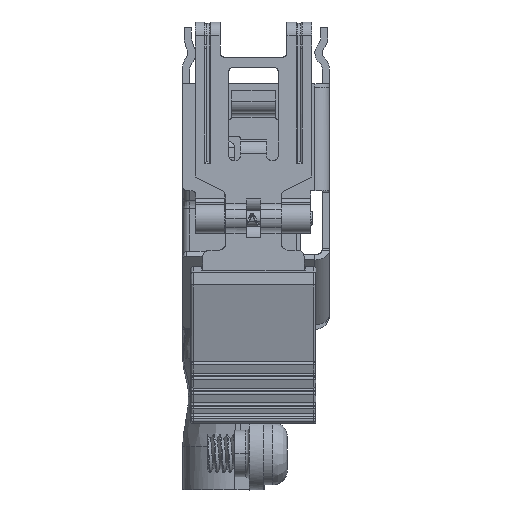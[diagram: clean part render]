
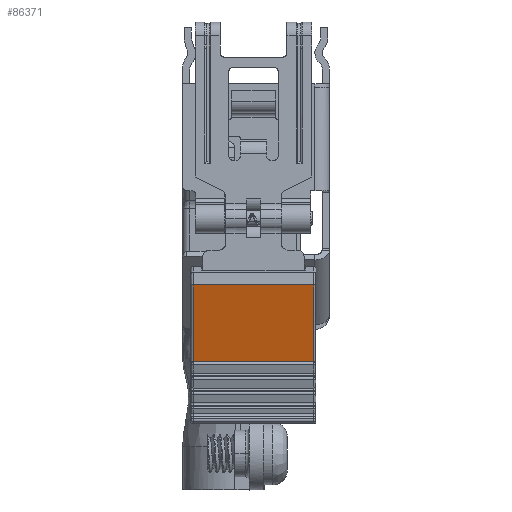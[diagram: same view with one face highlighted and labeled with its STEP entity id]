
A CAD part, left-side view. The second image highlights one B-rep face of the part: STEP entity #86371.
In plain terms, the highlighted planar face has unit normal (-0.961, 0, -0.276).
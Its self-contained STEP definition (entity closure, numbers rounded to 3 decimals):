
#75515=CARTESIAN_POINT('',(-6.329,-12.517,-19.15));
#75516=VERTEX_POINT('',#75515);
#75517=CARTESIAN_POINT('',(-6.329,-4.217,-19.15));
#75518=VERTEX_POINT('',#75517);
#75519=CARTESIAN_POINT('',(-6.329,-12.517,-19.15));
#75520=CARTESIAN_POINT('',(-6.329,-10.857,-19.15));
#75521=CARTESIAN_POINT('',(-6.329,-9.197,-19.15));
#75522=CARTESIAN_POINT('',(-6.329,-7.537,-19.15));
#75523=CARTESIAN_POINT('',(-6.329,-5.877,-19.15));
#75524=CARTESIAN_POINT('',(-6.329,-4.217,-19.15));
#75525=B_SPLINE_CURVE_WITH_KNOTS('',5,(#75519,#75520,#75521,#75522,#75523,#75524),.UNSPECIFIED.,.F.,.U.,(6,6),(0.,8.3),.UNSPECIFIED.);
#75526=EDGE_CURVE('',#75516,#75518,#75525,.T.);
#86332=CARTESIAN_POINT('',(-5.573,-8.367,-21.782));
#86333=DIRECTION('',(0.276,0.,-0.961));
#86334=DIRECTION('',(-0.961,0.,-0.276));
#86335=AXIS2_PLACEMENT_3D('',#86332,#86334,#86333);
#86336=PLANE('',#86335);
#86337=CARTESIAN_POINT('',(-4.818,-12.517,-24.414));
#86338=VERTEX_POINT('',#86337);
#86339=CARTESIAN_POINT('',(-4.818,-4.217,-24.414));
#86340=VERTEX_POINT('',#86339);
#86341=CARTESIAN_POINT('',(-4.818,-12.517,-24.414));
#86342=CARTESIAN_POINT('',(-4.818,-10.857,-24.414));
#86343=CARTESIAN_POINT('',(-4.818,-9.197,-24.414));
#86344=CARTESIAN_POINT('',(-4.818,-7.537,-24.414));
#86345=CARTESIAN_POINT('',(-4.818,-5.877,-24.414));
#86346=CARTESIAN_POINT('',(-4.818,-4.217,-24.414));
#86347=B_SPLINE_CURVE_WITH_KNOTS('',5,(#86341,#86342,#86343,#86344,#86345,#86346),.UNSPECIFIED.,.F.,.U.,(6,6),(0.,8.3),.UNSPECIFIED.);
#86348=EDGE_CURVE('',#86338,#86340,#86347,.T.);
#86349=ORIENTED_EDGE('',*,*,#86348,.F.);
#86350=CARTESIAN_POINT('',(-4.818,-12.517,-24.414));
#86351=CARTESIAN_POINT('',(-5.12,-12.517,-23.361));
#86352=CARTESIAN_POINT('',(-5.422,-12.517,-22.308));
#86353=CARTESIAN_POINT('',(-5.724,-12.517,-21.255));
#86354=CARTESIAN_POINT('',(-6.027,-12.517,-20.203));
#86355=CARTESIAN_POINT('',(-6.329,-12.517,-19.15));
#86356=B_SPLINE_CURVE_WITH_KNOTS('',5,(#86350,#86351,#86352,#86353,#86354,#86355),.UNSPECIFIED.,.F.,.U.,(6,6),(0.,5.476),.UNSPECIFIED.);
#86357=EDGE_CURVE('',#86338,#75516,#86356,.T.);
#86358=ORIENTED_EDGE('',*,*,#86357,.T.);
#86359=ORIENTED_EDGE('',*,*,#75526,.T.);
#86360=CARTESIAN_POINT('',(-4.818,-4.217,-24.414));
#86361=CARTESIAN_POINT('',(-5.12,-4.217,-23.361));
#86362=CARTESIAN_POINT('',(-5.422,-4.217,-22.308));
#86363=CARTESIAN_POINT('',(-5.724,-4.217,-21.255));
#86364=CARTESIAN_POINT('',(-6.027,-4.217,-20.203));
#86365=CARTESIAN_POINT('',(-6.329,-4.217,-19.15));
#86366=B_SPLINE_CURVE_WITH_KNOTS('',5,(#86360,#86361,#86362,#86363,#86364,#86365),.UNSPECIFIED.,.F.,.U.,(6,6),(0.,5.476),.UNSPECIFIED.);
#86367=EDGE_CURVE('',#86340,#75518,#86366,.T.);
#86368=ORIENTED_EDGE('',*,*,#86367,.F.);
#86369=EDGE_LOOP('',(#86349,#86358,#86359,#86368));
#86370=FACE_OUTER_BOUND('',#86369,.T.);
#86371=ADVANCED_FACE('',(#86370),#86336,.T.);
